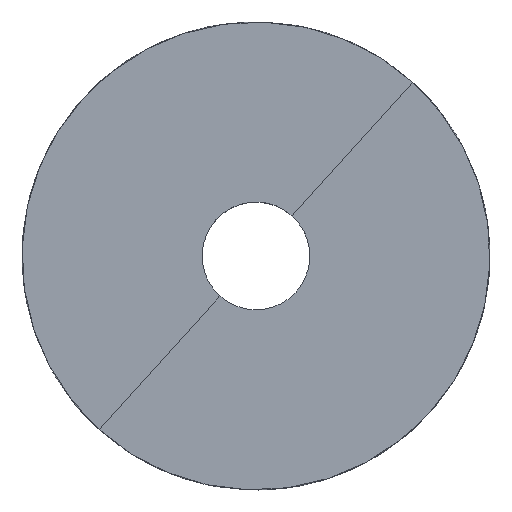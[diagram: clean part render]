
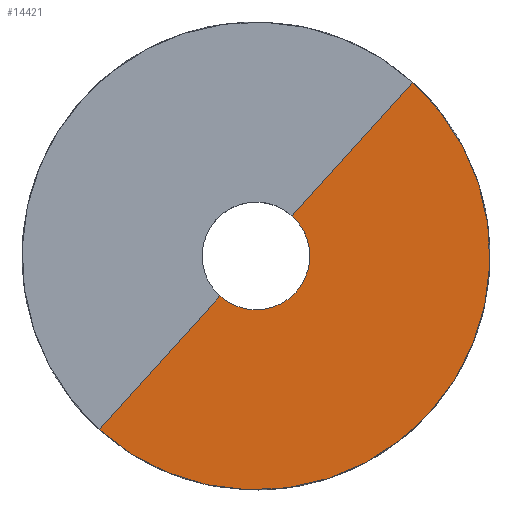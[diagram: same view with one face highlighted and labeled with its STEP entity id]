
A CAD part, top view. The second image highlights one B-rep face of the part: STEP entity #14421.
In plain terms, the highlighted face is a revolution surface.
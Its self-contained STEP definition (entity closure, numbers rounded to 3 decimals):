
#14343 = VERTEX_POINT('',#14344);
#14344 = CARTESIAN_POINT('',(-3.404,-3.771,
    9.975));
#14350 = VERTEX_POINT('',#14351);
#14351 = CARTESIAN_POINT('',(3.404,3.771,9.975
    ));
#14373 = EDGE_CURVE('',#14343,#14350,#14374,.T.);
#14374 = CIRCLE('',#14375,5.08);
#14375 = AXIS2_PLACEMENT_3D('',#14376,#14377,#14378);
#14376 = CARTESIAN_POINT('',(0.,0.,9.975));
#14377 = DIRECTION('',(0.,0.,1.));
#14378 = DIRECTION('',(-0.67,-0.742,0.));
#14394 = EDGE_CURVE('',#14343,#14395,#14397,.T.);
#14395 = VERTEX_POINT('',#14396);
#14396 = CARTESIAN_POINT('',(-14.772,-16.367,
    9.975));
#14397 = B_SPLINE_CURVE_WITH_KNOTS('',1,(#14398,#14399),.UNSPECIFIED.,
  .F.,.F.,(2,2),(0.,1.),.PIECEWISE_BEZIER_KNOTS.);
#14398 = CARTESIAN_POINT('',(-3.404,-3.771,
    9.975));
#14399 = CARTESIAN_POINT('',(-14.772,-16.367,
    9.975));
#14402 = VERTEX_POINT('',#14403);
#14403 = CARTESIAN_POINT('',(14.772,16.367,
    9.975));
#14410 = EDGE_CURVE('',#14350,#14402,#14411,.T.);
#14411 = B_SPLINE_CURVE_WITH_KNOTS('',1,(#14412,#14413),.UNSPECIFIED.,
  .F.,.F.,(2,2),(0.,1.),.PIECEWISE_BEZIER_KNOTS.);
#14412 = CARTESIAN_POINT('',(3.404,3.771,9.975
    ));
#14413 = CARTESIAN_POINT('',(14.772,16.367,
    9.975));
#14421 = ADVANCED_FACE('[Impeller_2] Material domain SolidHub',(#14422),
  #14434,.F.);
#14422 = FACE_BOUND('',#14423,.F.);
#14423 = EDGE_LOOP('',(#14424,#14431,#14432,#14433));
#14424 = ORIENTED_EDGE('',*,*,#14425,.F.);
#14425 = EDGE_CURVE('',#14395,#14402,#14426,.T.);
#14426 = CIRCLE('',#14427,22.047);
#14427 = AXIS2_PLACEMENT_3D('',#14428,#14429,#14430);
#14428 = CARTESIAN_POINT('',(0.,0.,9.975));
#14429 = DIRECTION('',(0.,0.,1.));
#14430 = DIRECTION('',(-0.67,-0.742,0.));
#14431 = ORIENTED_EDGE('',*,*,#14394,.F.);
#14432 = ORIENTED_EDGE('',*,*,#14373,.T.);
#14433 = ORIENTED_EDGE('',*,*,#14410,.T.);
#14434 = SURFACE_OF_REVOLUTION('',#14435,#14438);
#14435 = B_SPLINE_CURVE_WITH_KNOTS('',1,(#14436,#14437),.UNSPECIFIED.,
  .F.,.F.,(2,2),(0.,1.),.PIECEWISE_BEZIER_KNOTS.);
#14436 = CARTESIAN_POINT('',(-3.404,-3.771,
    9.975));
#14437 = CARTESIAN_POINT('',(-14.772,-16.367,
    9.975));
#14438 = AXIS1_PLACEMENT('',#14439,#14440);
#14439 = CARTESIAN_POINT('',(0.,0.,0.));
#14440 = DIRECTION('',(0.,0.,1.));
